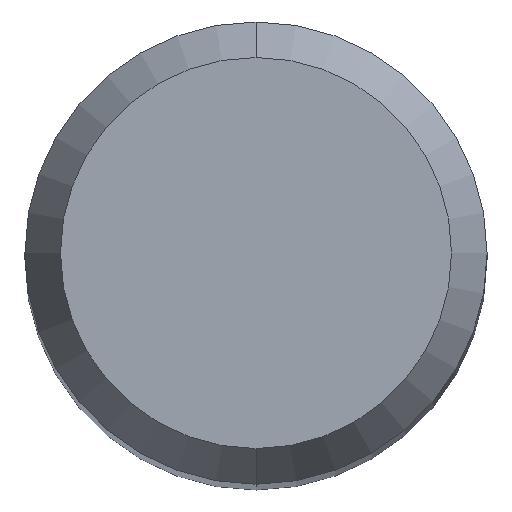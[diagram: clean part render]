
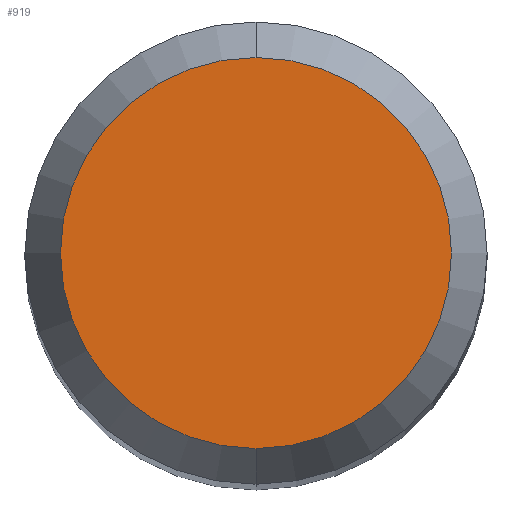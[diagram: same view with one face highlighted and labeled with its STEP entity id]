
A CAD part, top view. The second image highlights one B-rep face of the part: STEP entity #919.
In plain terms, the highlighted planar face has unit normal (0, 0, 1).
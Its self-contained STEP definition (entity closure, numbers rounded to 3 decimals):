
#697=VERTEX_POINT('',#1840);
#919=ADVANCED_FACE('',(#2084),#2085,.T.);
#1047=EDGE_CURVE('',#697,#1371,#2225,.T.);
#1371=VERTEX_POINT('',#2573);
#1531=EDGE_CURVE('',#1371,#697,#2745,.T.);
#1840=CARTESIAN_POINT('',(0.,-2.538,0.0));
#2084=FACE_OUTER_BOUND('',#6526,.T.);
#2085=PLANE('',#6527);
#2225=CIRCLE('',#7934,2.538);
#2573=CARTESIAN_POINT('',(0.0,2.538,0.0));
#2745=CIRCLE('',#12335,2.538);
#6526=EDGE_LOOP('',(#14580,#14581));
#6527=AXIS2_PLACEMENT_3D('',#14582,#14583,#14584);
#7934=AXIS2_PLACEMENT_3D('',#14693,#14694,#14695);
#12335=AXIS2_PLACEMENT_3D('',#15145,#15146,#15147);
#14580=ORIENTED_EDGE('',*,*,#1531,.F.);
#14581=ORIENTED_EDGE('',*,*,#1047,.F.);
#14582=CARTESIAN_POINT('',(0.0,1.269,0.0));
#14583=DIRECTION('',(-0.0,0.0,1.0));
#14584=DIRECTION('',(0.0,-1.0,0.0));
#14693=CARTESIAN_POINT('',(0.0,0.0,0.0));
#14694=DIRECTION('',(0.0,0.0,-1.0));
#14695=DIRECTION('',(0.0,1.0,0.0));
#15145=CARTESIAN_POINT('',(0.0,0.0,0.0));
#15146=DIRECTION('',(0.0,0.0,-1.0));
#15147=DIRECTION('',(0.0,1.0,0.0));
